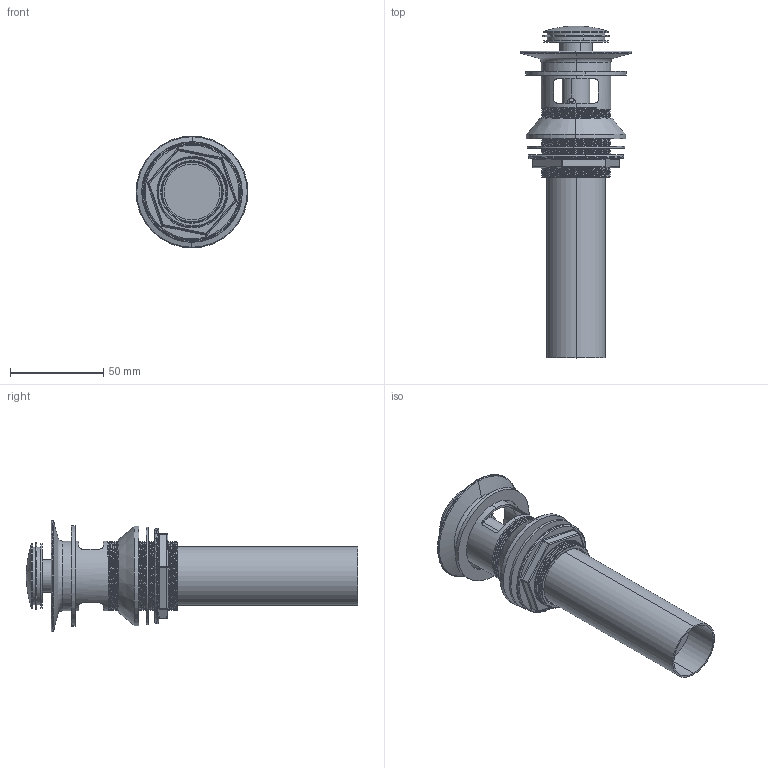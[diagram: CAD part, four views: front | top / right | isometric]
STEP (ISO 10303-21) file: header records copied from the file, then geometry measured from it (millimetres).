
FILE_DESCRIPTION((''),'2;1');
FILE_NAME('3302','2021-06-11T16:09:29',('NSantos'),(''),'CREO PARAMETRIC BY PTC INC, 2018500','CREO PARAMETRIC BY PTC INC, 2018500','');
FILE_SCHEMA(('CONFIG_CONTROL_DESIGN'));
Products named in the file (1): 3302
Bounding box: 60 x 178.09 x 60 mm (x, y, z)
Volume: 120926.4 mm3; surface area: 66254.3 mm2
Topology: 3 solids, 5 shells, 317 faces, 855 edges, 527 vertices
Faces by surface type: cylinder 148, plane 62, bspline 38, torus 36, cone 25, sphere 8
Entity records: 41750 total; most frequent: CARTESIAN_POINT 34199, ORIENTED_EDGE 1620, DIRECTION 1502, EDGE_CURVE 831, AXIS2_PLACEMENT_3D 621, VERTEX_POINT 527, EDGE_LOOP 342, CIRCLE 341
